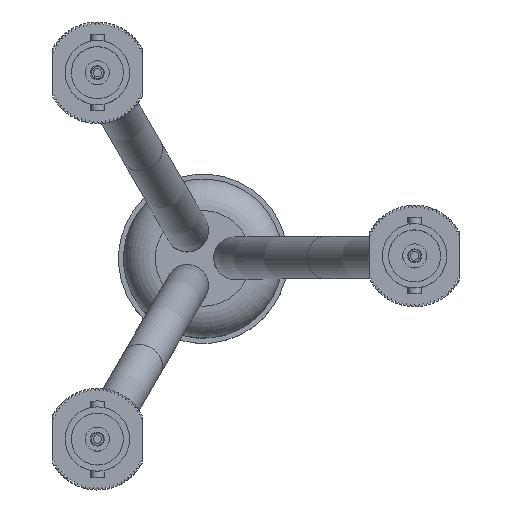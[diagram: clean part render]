
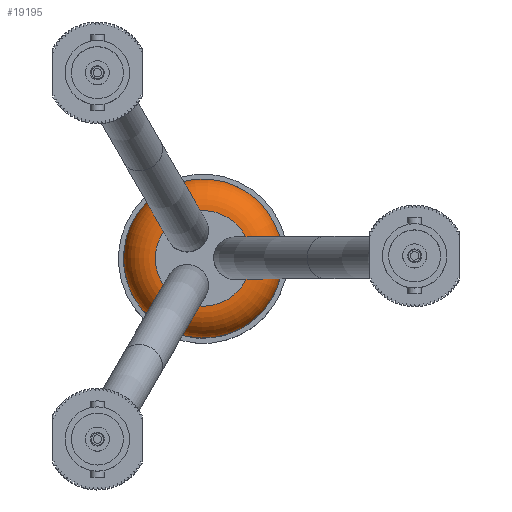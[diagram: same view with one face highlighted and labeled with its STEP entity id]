
A CAD part, top view. The second image highlights one B-rep face of the part: STEP entity #19195.
In plain terms, the highlighted toroidal (fillet/blend) face has major radius 7.176 mm and minor radius 4.763 mm.
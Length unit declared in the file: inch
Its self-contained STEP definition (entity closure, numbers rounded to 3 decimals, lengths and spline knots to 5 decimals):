
#3219=TOROIDAL_SURFACE('',#20697,0.2825,0.1875);
#3742=FACE_BOUND('',#5516,.T.);
#4295=FACE_OUTER_BOUND('',#5515,.T.);
#5515=EDGE_LOOP('',(#13603,#13604,#13605,#13606,#13607,#13608));
#5516=EDGE_LOOP('',(#13609));
#6674=CIRCLE('',#20669,0.2825);
#6680=CIRCLE('',#20680,0.2825);
#6686=CIRCLE('',#20691,0.2825);
#6689=CIRCLE('',#20696,0.47);
#6690=CIRCLE('',#20698,0.2825);
#6691=CIRCLE('',#20699,0.2825);
#6692=CIRCLE('',#20700,0.2825);
#8033=VERTEX_POINT('',#30917);
#8034=VERTEX_POINT('',#30918);
#8038=VERTEX_POINT('',#30933);
#8039=VERTEX_POINT('',#30934);
#8043=VERTEX_POINT('',#30949);
#8044=VERTEX_POINT('',#30950);
#8050=VERTEX_POINT('',#30970);
#10050=EDGE_CURVE('',#8033,#8034,#6674,.T.);
#10056=EDGE_CURVE('',#8038,#8039,#6680,.T.);
#10062=EDGE_CURVE('',#8043,#8044,#6686,.T.);
#10065=EDGE_CURVE('',#8050,#8050,#6689,.T.);
#10066=EDGE_CURVE('',#8044,#8038,#6690,.T.);
#10067=EDGE_CURVE('',#8034,#8043,#6691,.T.);
#10068=EDGE_CURVE('',#8039,#8033,#6692,.T.);
#13603=ORIENTED_EDGE('',*,*,#10056,.F.);
#13604=ORIENTED_EDGE('',*,*,#10066,.F.);
#13605=ORIENTED_EDGE('',*,*,#10062,.F.);
#13606=ORIENTED_EDGE('',*,*,#10067,.F.);
#13607=ORIENTED_EDGE('',*,*,#10050,.F.);
#13608=ORIENTED_EDGE('',*,*,#10068,.F.);
#13609=ORIENTED_EDGE('',*,*,#10065,.T.);
#19195=ADVANCED_FACE('',(#4295,#3742),#3219,.T.);
#20669=AXIS2_PLACEMENT_3D('',#30931,#24102,#24103);
#20680=AXIS2_PLACEMENT_3D('',#30947,#24124,#24125);
#20691=AXIS2_PLACEMENT_3D('',#30963,#24146,#24147);
#20696=AXIS2_PLACEMENT_3D('',#30971,#24156,#24157);
#20697=AXIS2_PLACEMENT_3D('',#30972,#24158,#24159);
#20698=AXIS2_PLACEMENT_3D('',#30973,#24160,#24161);
#20699=AXIS2_PLACEMENT_3D('',#30974,#24162,#24163);
#20700=AXIS2_PLACEMENT_3D('',#30975,#24164,#24165);
#24102=DIRECTION('center_axis',(0.,0.,
1.));
#24103=DIRECTION('ref_axis',(-0.713,0.701,0.));
#24124=DIRECTION('center_axis',(0.,0.,
1.));
#24125=DIRECTION('ref_axis',(-0.713,0.701,0.));
#24146=DIRECTION('center_axis',(0.,0.,
1.));
#24147=DIRECTION('ref_axis',(-0.713,0.701,0.));
#24156=DIRECTION('center_axis',(0.,0.,
1.));
#24157=DIRECTION('ref_axis',(-0.713,0.701,0.));
#24158=DIRECTION('center_axis',(0.,0.,
1.));
#24159=DIRECTION('ref_axis',(-0.701,-0.713,0.));
#24160=DIRECTION('center_axis',(0.,0.,
1.));
#24161=DIRECTION('ref_axis',(-0.713,0.701,0.));
#24162=DIRECTION('center_axis',(0.,0.,
1.));
#24163=DIRECTION('ref_axis',(-0.713,0.701,0.));
#24164=DIRECTION('center_axis',(0.,0.,
1.));
#24165=DIRECTION('ref_axis',(-0.713,0.701,0.));
#30917=CARTESIAN_POINT('',(-0.21745,-0.18033,1.19));
#30918=CARTESIAN_POINT('',(-0.04745,-0.27849,1.19));
#30931=CARTESIAN_POINT('Origin',(0.,0.,
1.19));
#30933=CARTESIAN_POINT('',(-0.04745,0.27849,1.19));
#30934=CARTESIAN_POINT('',(-0.21745,0.18033,1.19));
#30947=CARTESIAN_POINT('Origin',(0.,0.,
1.19));
#30949=CARTESIAN_POINT('',(0.2649,-0.09815,1.19));
#30950=CARTESIAN_POINT('',(0.2649,0.09815,1.19));
#30963=CARTESIAN_POINT('Origin',(0.,0.,
1.19));
#30970=CARTESIAN_POINT('',(-0.33504,0.32962,1.0025));
#30971=CARTESIAN_POINT('Origin',(0.,0.,
1.0025));
#30972=CARTESIAN_POINT('Origin',(0.,0.,
1.0025));
#30973=CARTESIAN_POINT('Origin',(0.,0.,
1.19));
#30974=CARTESIAN_POINT('Origin',(0.,0.,
1.19));
#30975=CARTESIAN_POINT('Origin',(0.,0.,
1.19));
